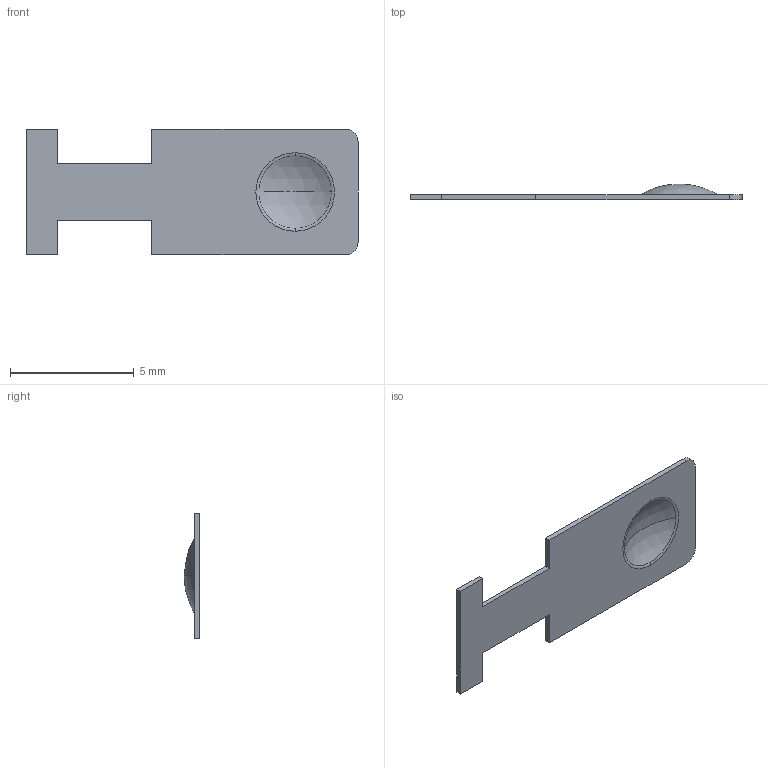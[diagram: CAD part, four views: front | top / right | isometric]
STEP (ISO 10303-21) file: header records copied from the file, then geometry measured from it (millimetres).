
FILE_DESCRIPTION (( 'STEP AP214' ), '1' );
FILE_NAME ('230-1.STEP', '2013-01-28T18:39:41', ( 'Richard Maletta' ), ( '' ), 'SwSTEP 2.0', 'SolidWorks 2009', '' );
FILE_SCHEMA (( 'AUTOMOTIVE_DESIGN' ));
Length unit declared in the file: inch
Products named in the file (1): 230-1
Bounding box: 13.41 x 0.64 x 5.08 mm (x, y, z)
Volume: 11.8 mm3; surface area: 124.4 mm2
Topology: 1 solids, 1 shells, 24 faces, 62 edges, 42 vertices
Faces by surface type: plane 14, torus 4, sphere 4, cylinder 2
Entity records: 786 total; most frequent: DIRECTION 136, CARTESIAN_POINT 129, ORIENTED_EDGE 124, EDGE_CURVE 62, AXIS2_PLACEMENT_3D 49, VERTEX_POINT 42, VECTOR 38, LINE 38
